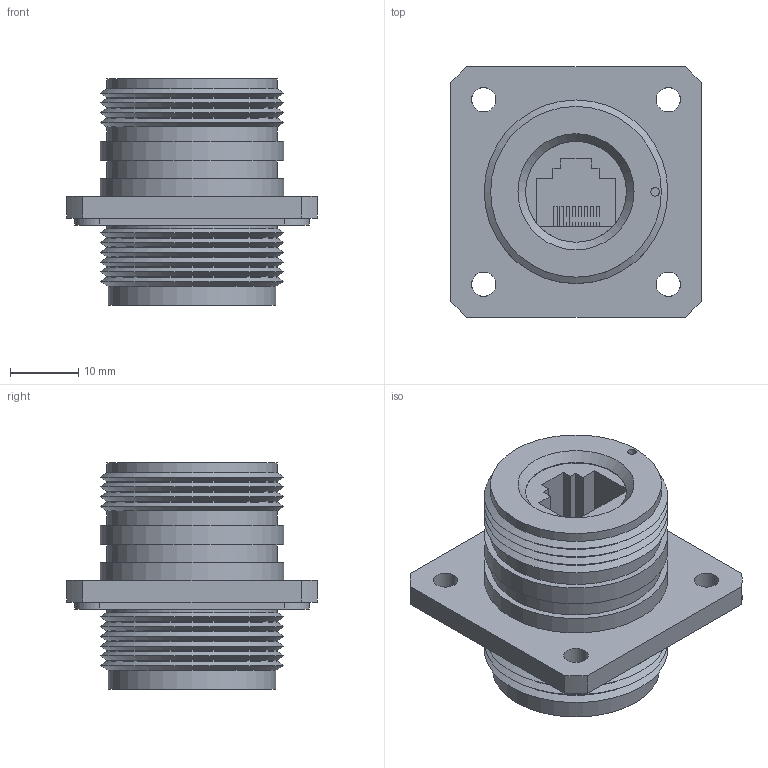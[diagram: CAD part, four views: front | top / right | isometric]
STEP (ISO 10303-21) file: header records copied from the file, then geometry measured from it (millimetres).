
FILE_DESCRIPTION (( 'STEP AP214' ), '1' );
FILE_NAME ('ECSD0201U00.STEP', '2018-01-15T20:13:42', ( '' ), ( '' ), 'SwSTEP 2.0', 'SolidWorks 2014', '' );
FILE_SCHEMA (( 'AUTOMOTIVE_DESIGN' ));
Length unit declared in the file: inch
Products named in the file (3): 3AA13-006; ECSD0201U00
Assembly tree (2 placements, depth 2):
  ECSD0201U00
    ECSD0201U00
    3AA13-006
Bounding box: 36.58 x 36.58 x 33.02 mm (x, y, z)
Volume: 17075.5 mm3; surface area: 8758.5 mm2
Topology: 2 solids, 2 shells, 175 faces, 450 edges, 288 vertices
Faces by surface type: plane 117, cylinder 36, cone 22
Full cylindrical faces by diameter (mm): 1.27 x1, 3.531 x4, 3.556 x4, 14.732 x2, 22.784 x1, 24.435 x1, 24.943 x12, 26.797 x2, 32.004 x1
Entity records: 7246 total; most frequent: CARTESIAN_POINT 856, DIRECTION 844, ORIENTED_EDGE 788, EDGE_CURVE 394, VECTOR 304, LINE 304, EDGE_LOOP 284, VERTEX_POINT 282
